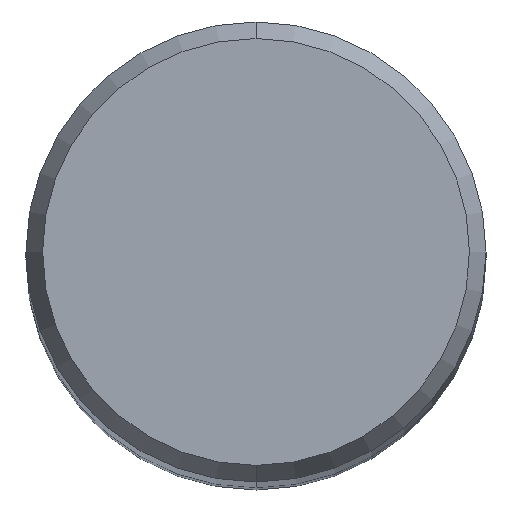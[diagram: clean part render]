
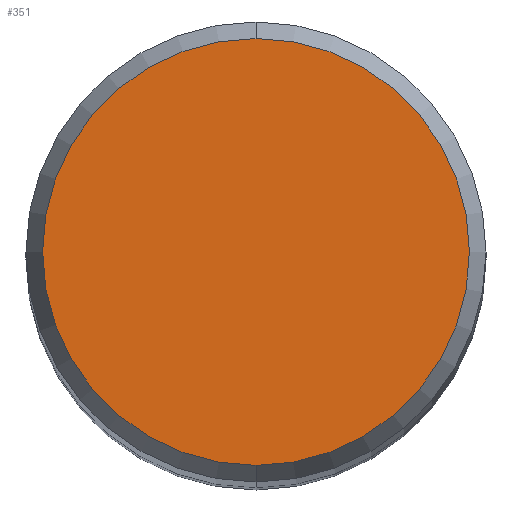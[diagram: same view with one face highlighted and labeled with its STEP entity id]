
A CAD part, top view. The second image highlights one B-rep face of the part: STEP entity #351.
In plain terms, the highlighted planar face has unit normal (0, 0, 1).
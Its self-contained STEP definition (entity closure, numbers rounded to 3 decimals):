
#157=EDGE_CURVE('',#197,#259,#409,.T.);
#197=VERTEX_POINT('',#454);
#213=EDGE_CURVE('',#259,#197,#471,.T.);
#259=VERTEX_POINT('',#521);
#351=ADVANCED_FACE('',(#618),#619,.T.);
#409=CIRCLE('',#703,2.946);
#454=CARTESIAN_POINT('',(0.0,2.946,0.0));
#471=CIRCLE('',#799,2.946);
#521=CARTESIAN_POINT('',(0.,-2.946,0.0));
#618=FACE_OUTER_BOUND('',#1156,.T.);
#619=PLANE('',#1157);
#703=AXIS2_PLACEMENT_3D('',#1221,#1222,#1223);
#799=AXIS2_PLACEMENT_3D('',#1288,#1289,#1290);
#1156=EDGE_LOOP('',(#1420,#1421));
#1157=AXIS2_PLACEMENT_3D('',#1422,#1423,#1424);
#1221=CARTESIAN_POINT('',(0.0,0.0,0.0));
#1222=DIRECTION('',(0.0,0.0,-1.0));
#1223=DIRECTION('',(0.0,1.0,0.0));
#1288=CARTESIAN_POINT('',(0.0,0.0,0.0));
#1289=DIRECTION('',(0.0,0.0,-1.0));
#1290=DIRECTION('',(0.0,1.0,0.0));
#1420=ORIENTED_EDGE('',*,*,#157,.F.);
#1421=ORIENTED_EDGE('',*,*,#213,.F.);
#1422=CARTESIAN_POINT('',(0.0,1.473,0.0));
#1423=DIRECTION('',(-0.0,0.0,1.0));
#1424=DIRECTION('',(0.0,-1.0,0.0));
